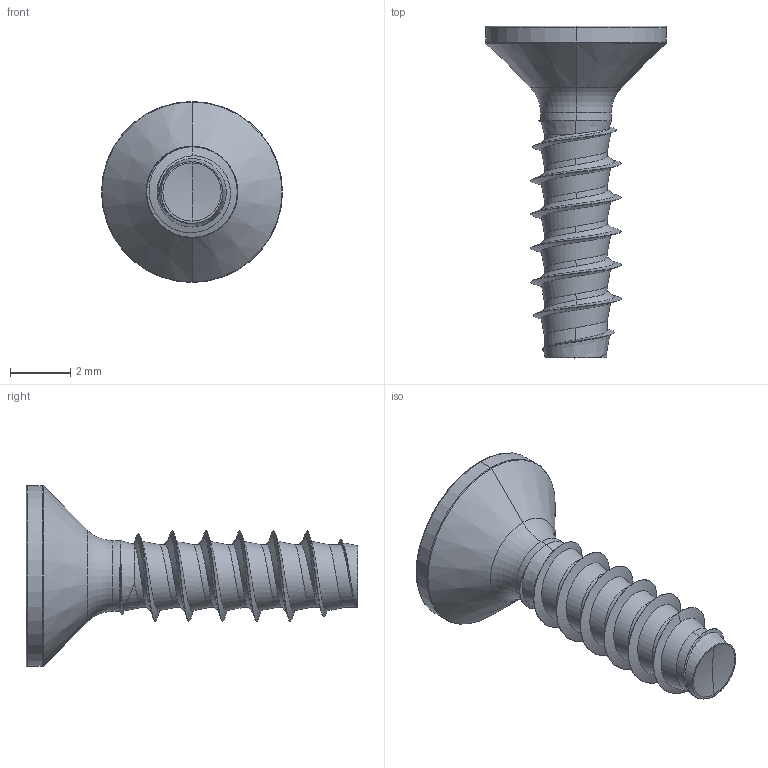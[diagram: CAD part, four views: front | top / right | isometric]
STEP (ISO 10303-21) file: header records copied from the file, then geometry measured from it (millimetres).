
FILE_DESCRIPTION (( 'STEP AP203' ), '1' );
FILE_NAME ('STP330300110.STEP', '2017-08-15T15:24:19', ( '' ), ( '' ), 'SwSTEP 2.0', 'SolidWorks 2015', '' );
FILE_SCHEMA (( 'CONFIG_CONTROL_DESIGN' ));
Length unit declared in the file: millimetre
Products named in the file (1): STP330300110
Bounding box: 6 x 11 x 6 mm (x, y, z)
Volume: 74.8 mm3; surface area: 174.3 mm2
Topology: 1 solids, 1 shells, 174 faces, 391 edges, 219 vertices
Faces by surface type: cylinder 59, bspline 51, sphere 26, plane 22, cone 10, torus 6
Entity records: 15155 total; most frequent: CARTESIAN_POINT 11655, ORIENTED_EDGE 778, DIRECTION 639, EDGE_CURVE 389, AXIS2_PLACEMENT_3D 263, VERTEX_POINT 219, EDGE_LOOP 176, FACE_OUTER_BOUND 174
